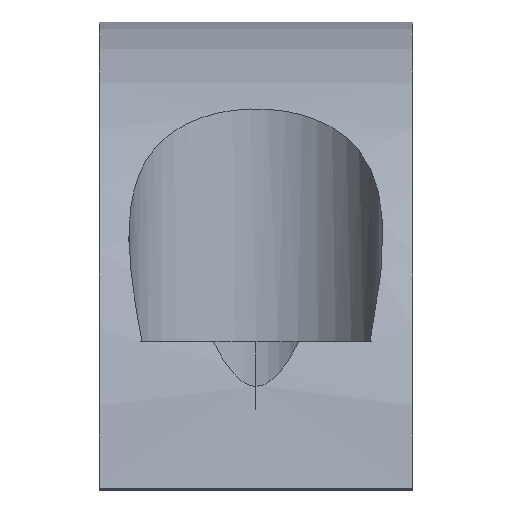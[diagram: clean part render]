
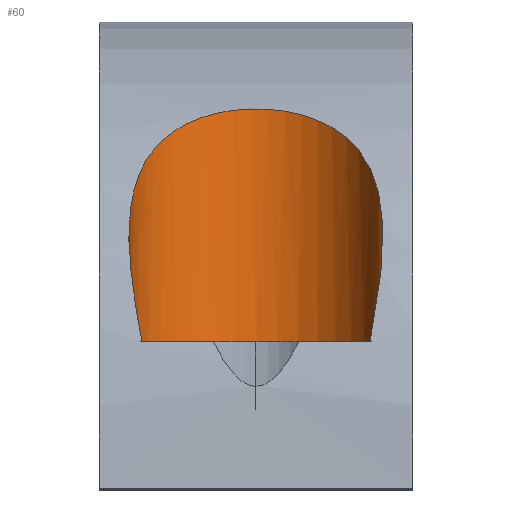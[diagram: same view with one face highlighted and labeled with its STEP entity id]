
A CAD part, top view. The second image highlights one B-rep face of the part: STEP entity #60.
In plain terms, the highlighted cylindrical face has radius 3.25 mm (diameter 6.5 mm), a partial arc.
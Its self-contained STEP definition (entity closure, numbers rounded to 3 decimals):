
#1 = VERTEX_POINT ( 'NONE', #102 ) ;
#3 = CARTESIAN_POINT ( 'NONE',  ( -4.015, 12., 10.447 ) ) ;
#5 = DIRECTION ( 'NONE',  ( 0., 0., 1. ) ) ;
#9 = DIRECTION ( 'NONE',  ( 0., 1., 0. ) ) ;
#11 = CARTESIAN_POINT ( 'NONE',  ( -7.274, 7.251, 10.434 ) ) ;
#14 = CARTESIAN_POINT ( 'NONE',  ( -0.962, 5.222, 11.602 ) ) ;
#18 = CARTESIAN_POINT ( 'NONE',  ( -1.096, 4.5, 11.876 ) ) ;
#22 = CARTESIAN_POINT ( 'NONE',  ( -2.049, 9.982, 7.853 ) ) ;
#45 = EDGE_CURVE ( 'NONE', #1, #161, #207, .T. ) ;
#56 = AXIS2_PLACEMENT_3D ( 'NONE', #3, #388, #144 ) ;
#58 = CARTESIAN_POINT ( 'NONE',  ( -1.447, 9.484, 8.448 ) ) ;
#59 = FACE_OUTER_BOUND ( 'NONE', #306, .T. ) ;
#60 = ADVANCED_FACE ( 'NONE', ( #59 ), #203, .F. ) ;
#63 = CARTESIAN_POINT ( 'NONE',  ( -2.193, 10.063, 7.749 ) ) ;
#66 = CARTESIAN_POINT ( 'NONE',  ( -7.238, 7.877, 9.97 ) ) ;
#82 = EDGE_CURVE ( 'NONE', #1, #161, #413, .T. ) ;
#87 = CARTESIAN_POINT ( 'NONE',  ( -6.934, 4.5, 11.876 ) ) ;
#102 = CARTESIAN_POINT ( 'NONE',  ( -1.096, 4.5, 11.876 ) ) ;
#104 = CARTESIAN_POINT ( 'NONE',  ( -0.844, 5.912, 11.267 ) ) ;
#107 = CARTESIAN_POINT ( 'NONE',  ( -4.777, 10.406, 7.281 ) ) ;
#110 = CARTESIAN_POINT ( 'NONE',  ( -2.68, 10.265, 7.478 ) ) ;
#114 = CARTESIAN_POINT ( 'NONE',  ( -7.069, 5.224, 11.602 ) ) ;
#144 = DIRECTION ( 'NONE',  ( 0., 0., 1. ) ) ;
#151 = CARTESIAN_POINT ( 'NONE',  ( -3.219, 10.4, 7.29 ) ) ;
#155 = CARTESIAN_POINT ( 'NONE',  ( -6.351, 9.716, 8.181 ) ) ;
#158 = CARTESIAN_POINT ( 'NONE',  ( -7.196, 8.177, 9.725 ) ) ;
#161 = VERTEX_POINT ( 'NONE', #87 ) ;
#199 = CARTESIAN_POINT ( 'NONE',  ( -6.665, 9.385, 8.559 ) ) ;
#202 = CARTESIAN_POINT ( 'NONE',  ( -0.79, 7.864, 9.98 ) ) ;
#203 = CYLINDRICAL_SURFACE ( 'NONE', #56, 3.25 ) ;
#204 = CARTESIAN_POINT ( 'NONE',  ( -3.034, 10.362, 7.343 ) ) ;
#207 = CIRCLE ( 'NONE', #468, 3.25 ) ;
#210 = CARTESIAN_POINT ( 'NONE',  ( -0.833, 8.165, 9.735 ) ) ;
#240 = CARTESIAN_POINT ( 'NONE',  ( -4.015, 4.5, 10.447 ) ) ;
#245 = CARTESIAN_POINT ( 'NONE',  ( -5.494, 10.215, 7.547 ) ) ;
#248 = CARTESIAN_POINT ( 'NONE',  ( -1.002, 8.735, 9.22 ) ) ;
#250 = CARTESIAN_POINT ( 'NONE',  ( -4.193, 10.465, 7.196 ) ) ;
#295 = ORIENTED_EDGE ( 'NONE', *, *, #82, .T. ) ;
#298 = CARTESIAN_POINT ( 'NONE',  ( -6.23, 9.814, 8.061 ) ) ;
#304 = CARTESIAN_POINT ( 'NONE',  ( -6.915, 9.02, 8.947 ) ) ;
#306 = EDGE_LOOP ( 'NONE', ( #295, #367 ) ) ;
#307 = CARTESIAN_POINT ( 'NONE',  ( -6.934, 4.5, 11.876 ) ) ;
#348 = CARTESIAN_POINT ( 'NONE',  ( -5.811, 10.076, 7.732 ) ) ;
#350 = CARTESIAN_POINT ( 'NONE',  ( -0.952, 8.595, 9.351 ) ) ;
#356 = CARTESIAN_POINT ( 'NONE',  ( -6.568, 9.501, 8.429 ) ) ;
#359 = CARTESIAN_POINT ( 'NONE',  ( -7.265, 6.924, 10.653 ) ) ;
#367 = ORIENTED_EDGE ( 'NONE', *, *, #45, .F. ) ;
#388 = DIRECTION ( 'NONE',  ( 0., 1., 0. ) ) ;
#398 = CARTESIAN_POINT ( 'NONE',  ( -5.96, 9.995, 7.837 ) ) ;
#402 = CARTESIAN_POINT ( 'NONE',  ( -3.801, 10.463, 7.198 ) ) ;
#408 = CARTESIAN_POINT ( 'NONE',  ( -1.121, 9.002, 8.961 ) ) ;
#413 = B_SPLINE_CURVE_WITH_KNOTS ( 'NONE', 3,
 ( #18, #14, #104, #591, #497, #202, #210, #350, #248, #408, #452, #549, #58, #600, #542, #22, #63, #597, #110, #204, #151, #594, #402, #250, #503, #107, #500, #454, #245, #348, #398, #298, #155, #356, #199, #304, #450, #158, #66, #11, #359, #551, #114, #307 ),
 .UNSPECIFIED., .F., .F.,
 ( 4, 2, 2, 2, 2, 2, 2, 2, 2, 2, 2, 2, 2, 2, 2, 2, 2, 2, 2, 2, 2, 4 ),
 ( 0., 0.002, 0.003, 0.005, 0.005, 0.006, 0.006, 0.007, 0.008, 0.008, 0.009, 0.009, 0.01, 0.01, 0.011, 0.012, 0.012, 0.013, 0.014, 0.015, 0.016, 0.019 ),
 .UNSPECIFIED. ) ;
#450 = CARTESIAN_POINT ( 'NONE',  ( -7.033, 8.753, 9.21 ) ) ;
#452 = CARTESIAN_POINT ( 'NONE',  ( -1.191, 9.129, 8.831 ) ) ;
#454 = CARTESIAN_POINT ( 'NONE',  ( -5.323, 10.274, 7.465 ) ) ;
#468 = AXIS2_PLACEMENT_3D ( 'NONE', #240, #9, #5 ) ;
#497 = CARTESIAN_POINT ( 'NONE',  ( -0.757, 7.233, 10.446 ) ) ;
#500 = CARTESIAN_POINT ( 'NONE',  ( -4.963, 10.37, 7.332 ) ) ;
#503 = CARTESIAN_POINT ( 'NONE',  ( -4.392, 10.453, 7.213 ) ) ;
#542 = CARTESIAN_POINT ( 'NONE',  ( -1.783, 9.801, 8.078 ) ) ;
#549 = CARTESIAN_POINT ( 'NONE',  ( -1.354, 9.37, 8.575 ) ) ;
#551 = CARTESIAN_POINT ( 'NONE',  ( -7.188, 5.919, 11.263 ) ) ;
#591 = CARTESIAN_POINT ( 'NONE',  ( -0.766, 6.907, 10.665 ) ) ;
#594 = CARTESIAN_POINT ( 'NONE',  ( -3.606, 10.45, 7.217 ) ) ;
#597 = CARTESIAN_POINT ( 'NONE',  ( -2.51, 10.205, 7.56 ) ) ;
#600 = CARTESIAN_POINT ( 'NONE',  ( -1.661, 9.699, 8.2 ) ) ;
